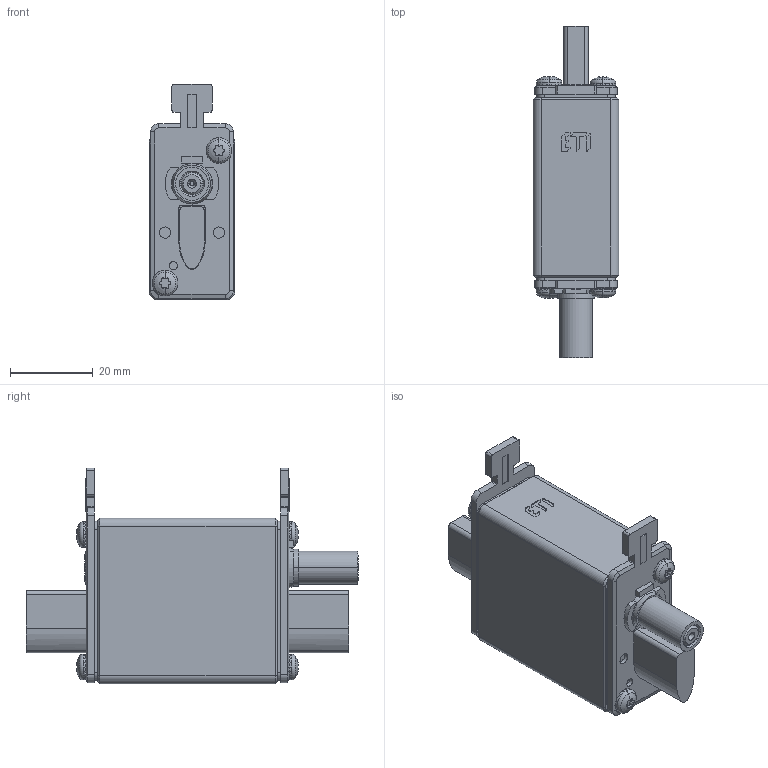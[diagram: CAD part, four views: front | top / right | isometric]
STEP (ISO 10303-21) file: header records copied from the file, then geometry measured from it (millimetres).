
FILE_DESCRIPTION((''),'2;1');
FILE_NAME('0000069297_ASM','2021-08-11T',('said.beganovic'),('Audax d.o.o.'),'CREO PARAMETRIC BY PTC INC, 2017020','CREO PARAMETRIC BY PTC INC, 2017020','');
FILE_SCHEMA(('AUTOMOTIVE_DESIGN { 1 0 10303 214 1 1 1 1 }'));
Length unit declared in the file: millimetre
Products named in the file (15): 0000042694; 0000042717; 0000011382; 0000011390; 0000031297; 0000059170; 0000059169; 0000059173_ASM; 0000059168; 0000059165_ASM; 0000024921; 0000024901; 0000024859; 0000011599; 0000069297_ASM
Assembly tree (19 placements, depth 3):
  0000069297_ASM
    0000042694
    0000042717  x2
    0000011382
    0000011390
    0000031297  x4
    0000059173_ASM
      0000059170
      0000059169
    0000059165_ASM
      0000059168
      0000059169
    0000024921
    0000024901
    0000024859
    0000011599
Bounding box: 20.7 x 80.2 x 52 mm (x, y, z)
Volume: 44307 mm3; surface area: 20037.7 mm2
Topology: 17 solids, 29 shells, 942 faces, 2346 edges, 1470 vertices
Faces by surface type: plane 415, cylinder 409, cone 56, torus 44, bspline 10, sphere 8
Entity records: 32065 total; most frequent: CARTESIAN_POINT 3797, DIRECTION 3460, ORIENTED_EDGE 3092, PRESENTATION_STYLE_ASSIGNMENT 2215, STYLED_ITEM 2164, CURVE_STYLE 1564, EDGE_CURVE 1564, AXIS2_PLACEMENT_3D 1290
